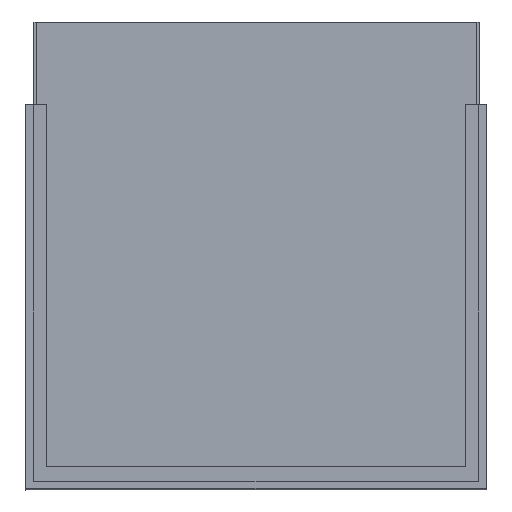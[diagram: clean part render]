
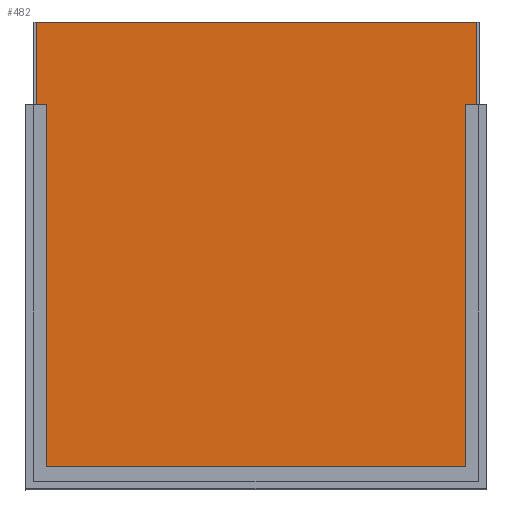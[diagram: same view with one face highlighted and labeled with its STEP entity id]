
A CAD part, top view. The second image highlights one B-rep face of the part: STEP entity #482.
In plain terms, the highlighted planar face has unit normal (0, 0, 1).
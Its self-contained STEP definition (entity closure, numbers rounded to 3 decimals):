
#50=CARTESIAN_POINT('',(136.5,158.2,419.1));
#51=VERTEX_POINT('',#50);
#58=CARTESIAN_POINT('',(136.5,-8.8,419.1));
#59=VERTEX_POINT('',#58);
#60=CARTESIAN_POINT('',(136.5,-8.8,419.1));
#61=DIRECTION('',(0.,1.,0.));
#62=VECTOR('',#61,167.);
#63=LINE('',#60,#62);
#64=EDGE_CURVE('',#59,#51,#63,.T.);
#358=CARTESIAN_POINT('',(-23.487,-8.8,419.1));
#359=VERTEX_POINT('',#358);
#375=CARTESIAN_POINT('',(-23.487,-8.8,419.1));
#376=DIRECTION('',(1.,0.,-0.));
#377=VECTOR('',#376,159.987);
#378=LINE('',#375,#377);
#379=EDGE_CURVE('',#359,#59,#378,.T.);
#441=CARTESIAN_POINT('',(-23.487,158.2,419.1));
#442=VERTEX_POINT('',#441);
#443=CARTESIAN_POINT('',(-23.487,158.2,419.1));
#444=DIRECTION('',(-0.,-1.,-0.));
#445=VECTOR('',#444,167.);
#446=LINE('',#443,#445);
#447=EDGE_CURVE('',#442,#359,#446,.T.);
#466=CARTESIAN_POINT('',(-0.5,250.2,419.1));
#467=DIRECTION('',(-0.,0.,-1.));
#468=DIRECTION('',(-0.,-1.,-0.));
#469=AXIS2_PLACEMENT_3D('',#466,#467,#468);
#470=PLANE('',#469);
#471=ORIENTED_EDGE('',*,*,#64,.T.);
#472=CARTESIAN_POINT('',(-23.487,158.2,419.1));
#473=DIRECTION('',(1.,0.,-0.));
#474=VECTOR('',#473,159.987);
#475=LINE('',#472,#474);
#476=EDGE_CURVE('',#442,#51,#475,.T.);
#477=ORIENTED_EDGE('',*,*,#476,.F.);
#478=ORIENTED_EDGE('',*,*,#447,.T.);
#479=ORIENTED_EDGE('',*,*,#379,.T.);
#480=EDGE_LOOP('',(#471,#477,#478,#479));
#481=FACE_BOUND('',#480,.T.);
#482=ADVANCED_FACE('',(#481),#470,.F.);
